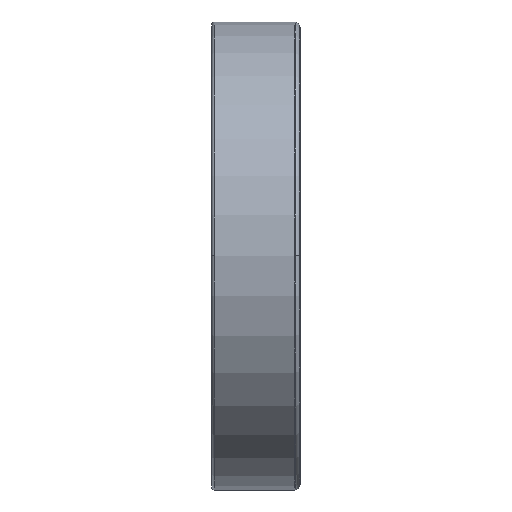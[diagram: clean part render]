
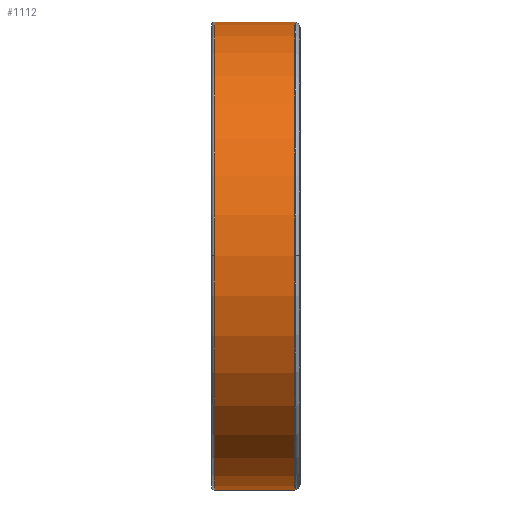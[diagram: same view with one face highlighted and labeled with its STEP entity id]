
A CAD part, top view. The second image highlights one B-rep face of the part: STEP entity #1112.
In plain terms, the highlighted cylindrical face has radius 90 mm (diameter 180 mm), a partial arc.
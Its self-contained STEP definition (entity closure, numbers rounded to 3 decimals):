
#1112=ADVANCED_FACE('',(#2181),#2182,.T.);
#2181=FACE_OUTER_BOUND('',#7796,.T.);
#2182=CYLINDRICAL_SURFACE('',#7797,90.0);
#7796=EDGE_LOOP('',(#9330,#9331,#9332,#9333,#9334,#9335));
#7797=AXIS2_PLACEMENT_3D('',#9336,#9337,#9338);
#9330=ORIENTED_EDGE('',*,*,#9807,.F.);
#9331=ORIENTED_EDGE('',*,*,#9804,.F.);
#9332=ORIENTED_EDGE('',*,*,#9812,.T.);
#9333=ORIENTED_EDGE('',*,*,#9815,.T.);
#9334=ORIENTED_EDGE('',*,*,#9816,.T.);
#9335=ORIENTED_EDGE('',*,*,#9813,.F.);
#9336=CARTESIAN_POINT('',(35.7,0.,0.));
#9337=DIRECTION('',(-1.0,0.,0.));
#9338=DIRECTION('',(0.,-1.0,0.0));
#9804=EDGE_CURVE('',#10140,#10142,#10143,.T.);
#9807=EDGE_CURVE('',#10142,#10146,#10147,.T.);
#9812=EDGE_CURVE('',#10140,#10153,#10155,.T.);
#9813=EDGE_CURVE('',#10146,#10150,#10156,.T.);
#9815=EDGE_CURVE('',#10153,#10158,#10159,.T.);
#9816=EDGE_CURVE('',#10158,#10150,#10160,.T.);
#10140=VERTEX_POINT('',#10536);
#10142=VERTEX_POINT('',#10538);
#10143=CIRCLE('',#10539,90.0);
#10146=VERTEX_POINT('',#10542);
#10147=CIRCLE('',#10543,90.0);
#10150=VERTEX_POINT('',#10546);
#10153=VERTEX_POINT('',#10549);
#10155=LINE('',#10551,#10552);
#10156=LINE('',#10553,#10554);
#10158=VERTEX_POINT('',#10556);
#10159=CIRCLE('',#10557,90.0);
#10160=CIRCLE('',#10558,90.0);
#10536=CARTESIAN_POINT('',(1.1,-90.0,0.));
#10538=CARTESIAN_POINT('',(1.1,0.,90.0));
#10539=AXIS2_PLACEMENT_3D('',#10852,#10853,#10854);
#10542=CARTESIAN_POINT('',(1.1,90.0,0.));
#10543=AXIS2_PLACEMENT_3D('',#10858,#10859,#10860);
#10546=CARTESIAN_POINT('',(31.9,90.0,0.));
#10549=CARTESIAN_POINT('',(31.9,-90.0,0.));
#10551=CARTESIAN_POINT('',(1.1,-90.0,0.));
#10552=VECTOR('',#10870,30.8);
#10553=CARTESIAN_POINT('',(1.1,90.0,0.));
#10554=VECTOR('',#10871,30.8);
#10556=CARTESIAN_POINT('',(31.9,0.,90.0));
#10557=AXIS2_PLACEMENT_3D('',#10872,#10873,#10874);
#10558=AXIS2_PLACEMENT_3D('',#10875,#10876,#10877);
#10852=CARTESIAN_POINT('',(1.1,0.,0.));
#10853=DIRECTION('',(-1.0,0.,0.));
#10854=DIRECTION('',(0.,-1.0,0.0));
#10858=CARTESIAN_POINT('',(1.1,0.,0.));
#10859=DIRECTION('',(-1.0,0.,0.));
#10860=DIRECTION('',(0.,0.,1.0));
#10870=DIRECTION('',(1.0,0.,0.));
#10871=DIRECTION('',(1.0,0.,0.));
#10872=CARTESIAN_POINT('',(31.9,0.,0.));
#10873=DIRECTION('',(-1.0,0.,0.));
#10874=DIRECTION('',(0.,-1.0,0.0));
#10875=CARTESIAN_POINT('',(31.9,0.,0.));
#10876=DIRECTION('',(-1.0,0.,0.));
#10877=DIRECTION('',(0.,0.,1.0));
